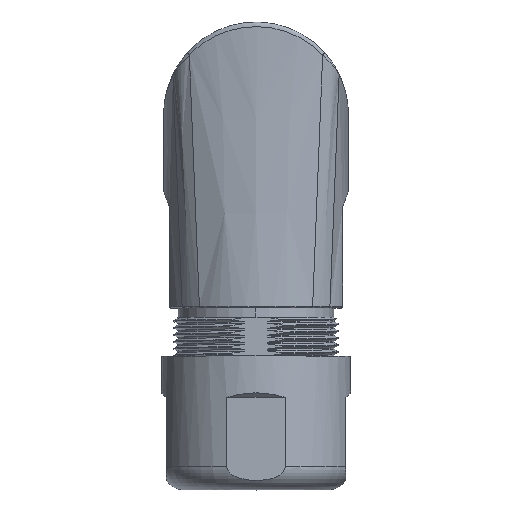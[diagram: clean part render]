
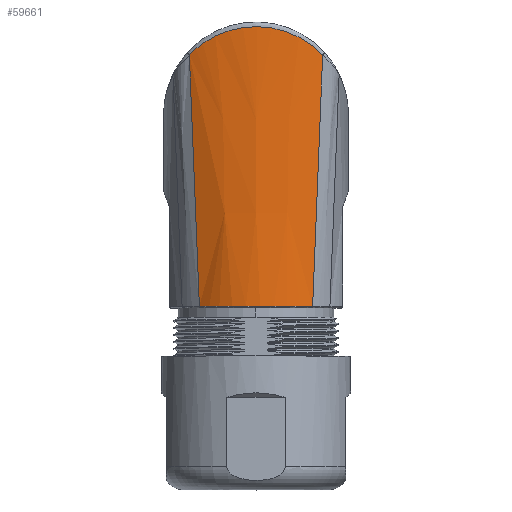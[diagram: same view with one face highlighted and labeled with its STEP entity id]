
A CAD part, top view. The second image highlights one B-rep face of the part: STEP entity #59661.
In plain terms, the highlighted free-form (B-spline) face has degree [3, 3] with [7, 4] control points.
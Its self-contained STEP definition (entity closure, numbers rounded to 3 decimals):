
#90=DIRECTION('',(0.04,0.998,0.048));
#91=VECTOR('',#90,27.287);
#92=CARTESIAN_POINT('',(6.137,-20.813,7.91));
#93=LINE('',#92,#91);
#22349=CARTESIAN_POINT('',(7.228,6.42,9.231));
#22350=CARTESIAN_POINT('',(7.118,6.534,9.274));
#22351=CARTESIAN_POINT('',(6.894,6.757,9.36));
#22352=CARTESIAN_POINT('',(6.543,7.073,9.483));
#22353=CARTESIAN_POINT('',(6.18,7.372,9.599));
#22354=CARTESIAN_POINT('',(5.804,7.651,9.71));
#22355=CARTESIAN_POINT('',(5.417,7.912,9.813));
#22356=CARTESIAN_POINT('',(5.02,8.153,9.909));
#22357=CARTESIAN_POINT('',(4.613,8.375,9.998));
#22358=CARTESIAN_POINT('',(4.198,8.577,10.079));
#22359=CARTESIAN_POINT('',(3.776,8.76,10.153));
#22360=CARTESIAN_POINT('',(3.347,8.922,10.218));
#22361=CARTESIAN_POINT('',(2.912,9.065,10.275));
#22362=CARTESIAN_POINT('',(2.472,9.187,10.325));
#22363=CARTESIAN_POINT('',(2.028,9.289,10.366));
#22364=CARTESIAN_POINT('',(1.581,9.371,10.399));
#22365=CARTESIAN_POINT('',(1.131,9.432,10.424));
#22366=CARTESIAN_POINT('',(0.679,9.473,
10.44));
#22367=CARTESIAN_POINT('',(0.226,9.494,
10.449));
#22368=CARTESIAN_POINT('',(-0.227,9.493,
10.449));
#22369=CARTESIAN_POINT('',(-0.68,9.473,
10.44));
#22370=CARTESIAN_POINT('',(-1.131,9.432,
10.424));
#22371=CARTESIAN_POINT('',(-1.581,9.371,
10.399));
#22372=CARTESIAN_POINT('',(-2.029,9.289,
10.366));
#22373=CARTESIAN_POINT('',(-2.473,9.187,
10.325));
#22374=CARTESIAN_POINT('',(-2.912,9.065,
10.275));
#22375=CARTESIAN_POINT('',(-3.347,8.922,
10.218));
#22376=CARTESIAN_POINT('',(-3.776,8.759,
10.153));
#22377=CARTESIAN_POINT('',(-4.198,8.577,
10.079));
#22378=CARTESIAN_POINT('',(-4.613,8.374,
9.998));
#22379=CARTESIAN_POINT('',(-5.02,8.152,
9.909));
#22380=CARTESIAN_POINT('',(-5.417,7.911,
9.813));
#22381=CARTESIAN_POINT('',(-5.804,7.65,
9.71));
#22382=CARTESIAN_POINT('',(-6.18,7.371,
9.599));
#22383=CARTESIAN_POINT('',(-6.543,7.073,
9.482));
#22384=CARTESIAN_POINT('',(-6.894,6.756,
9.36));
#22385=CARTESIAN_POINT('',(-7.118,6.534,
9.274));
#22386=CARTESIAN_POINT('',(-7.228,6.419,
9.231));
#22388=CARTESIAN_POINT('',(6.137,-20.813,
7.91));
#22389=CARTESIAN_POINT('',(5.727,-20.811,
8.227));
#22390=CARTESIAN_POINT('',(4.871,-20.809,
8.784));
#22391=CARTESIAN_POINT('',(3.571,-20.806,
9.384));
#22392=CARTESIAN_POINT('',(2.173,-20.804,
9.801));
#22393=CARTESIAN_POINT('',(0.74,-20.803,
10.01));
#22394=CARTESIAN_POINT('',(-0.705,-20.803,
10.014));
#22395=CARTESIAN_POINT('',(-2.161,-20.804,
9.802));
#22396=CARTESIAN_POINT('',(-3.5,-20.806,
9.408));
#22397=CARTESIAN_POINT('',(-4.814,-20.808,
8.817));
#22398=CARTESIAN_POINT('',(-5.705,-20.811,
8.244));
#22399=CARTESIAN_POINT('',(-6.137,-20.813,
7.91));
#22401=DIRECTION('',(-0.04,0.998,0.048));
#22402=VECTOR('',#22401,27.286);
#22403=CARTESIAN_POINT('',(-6.137,-20.813,
7.91));
#22404=LINE('',#22403,#22402);
#22477=CARTESIAN_POINT('',(-7.228,6.419,
9.231));
#22497=CARTESIAN_POINT('',(-6.137,-20.813,
7.91));
#22586=VERTEX_POINT('',#22497);
#22588=VERTEX_POINT('',#22388);
#22602=VERTEX_POINT('',#22477);
#22604=VERTEX_POINT('',#22349);
#59624=CARTESIAN_POINT('',(6.318,-21.419,
7.715));
#59625=CARTESIAN_POINT('',(6.766,-10.913,
8.252));
#59626=CARTESIAN_POINT('',(7.213,-0.407,
8.788));
#59627=CARTESIAN_POINT('',(7.66,10.1,9.324));
#59628=CARTESIAN_POINT('',(5.405,-21.419,
8.473));
#59629=CARTESIAN_POINT('',(5.729,-10.913,
8.886));
#59630=CARTESIAN_POINT('',(6.054,-0.407,
9.299));
#59631=CARTESIAN_POINT('',(6.378,10.1,9.712));
#59632=CARTESIAN_POINT('',(3.381,-21.419,
9.61));
#59633=CARTESIAN_POINT('',(3.535,-10.913,
9.831));
#59634=CARTESIAN_POINT('',(3.689,-0.407,
10.052));
#59635=CARTESIAN_POINT('',(3.844,10.1,10.273));
#59636=CARTESIAN_POINT('',(0.,-21.419,10.178));
#59637=CARTESIAN_POINT('',(0.,-10.913,10.301));
#59638=CARTESIAN_POINT('',(0.,-0.407,10.424));
#59639=CARTESIAN_POINT('',(0.,10.1,10.546));
#59640=CARTESIAN_POINT('',(-3.381,-21.419,
9.61));
#59641=CARTESIAN_POINT('',(-3.535,-10.913,
9.831));
#59642=CARTESIAN_POINT('',(-3.689,-0.407,
10.052));
#59643=CARTESIAN_POINT('',(-3.844,10.1,
10.273));
#59644=CARTESIAN_POINT('',(-5.405,-21.419,
8.473));
#59645=CARTESIAN_POINT('',(-5.729,-10.913,
8.886));
#59646=CARTESIAN_POINT('',(-6.054,-0.407,
9.299));
#59647=CARTESIAN_POINT('',(-6.378,10.1,
9.712));
#59648=CARTESIAN_POINT('',(-6.318,-21.419,
7.715));
#59649=CARTESIAN_POINT('',(-6.766,-10.913,
8.252));
#59650=CARTESIAN_POINT('',(-7.213,-0.407,
8.788));
#59651=CARTESIAN_POINT('',(-7.66,10.1,
9.324));
#59652=B_SPLINE_SURFACE_WITH_KNOTS('',3,3,((#59624,#59625,#59626,#59627),
(#59628,#59629,#59630,#59631),(#59632,#59633,#59634,#59635),(#59636,#59637,
#59638,#59639),(#59640,#59641,#59642,#59643),(#59644,#59645,#59646,#59647),(
#59648,#59649,#59650,#59651)),.UNSPECIFIED.,.F.,.F.,.F.,(4,1,1,1,4),(4,4),(
0.282,0.395,0.5,0.605,0.718),(
-0.012,0.915),.UNSPECIFIED.);
#59653=ORIENTED_EDGE('',*,*,#59615,.F.);
#59654=ORIENTED_EDGE('',*,*,#25828,.F.);
#59656=ORIENTED_EDGE('',*,*,#59655,.T.);
#59658=ORIENTED_EDGE('',*,*,#59657,.T.);
#59659=EDGE_LOOP('',(#59653,#59654,#59656,#59658));
#59660=FACE_OUTER_BOUND('',#59659,.F.);
#59661=ADVANCED_FACE('',(#59660),#59652,.F.);
#22387=B_SPLINE_CURVE_WITH_KNOTS('',3,(#22349,#22350,#22351,#22352,#22353,
#22354,#22355,#22356,#22357,#22358,#22359,#22360,#22361,#22362,#22363,#22364,
#22365,#22366,#22367,#22368,#22369,#22370,#22371,#22372,#22373,#22374,#22375,
#22376,#22377,#22378,#22379,#22380,#22381,#22382,#22383,#22384,#22385,#22386),
.UNSPECIFIED.,.F.,.F.,(4,1,1,1,1,1,1,1,1,1,1,1,1,1,1,1,1,1,1,1,1,1,1,1,1,1,1,1,
1,1,1,1,1,1,1,4),(0.,0.029,0.057,0.086,
0.114,0.143,0.171,0.2,0.229,
0.257,0.286,0.314,0.343,
0.371,0.4,0.429,0.457,0.486,
0.514,0.543,0.571,0.6,0.629,
0.657,0.686,0.714,0.743,
0.771,0.8,0.829,0.857,0.886,
0.914,0.943,0.971,1.),.UNSPECIFIED.);
#22400=B_SPLINE_CURVE_WITH_KNOTS('',3,(#22388,#22389,#22390,#22391,#22392,
#22393,#22394,#22395,#22396,#22397,#22398,#22399),.UNSPECIFIED.,.F.,.F.,(4,1,1,
1,1,1,1,1,1,4),(0.,0.111,0.222,0.333,
0.444,0.556,0.667,0.778,
0.889,1.),.UNSPECIFIED.);
#25828=EDGE_CURVE('',#22588,#22604,#93,.T.);
#59615=EDGE_CURVE('',#22604,#22602,#22387,.T.);
#59655=EDGE_CURVE('',#22588,#22586,#22400,.T.);
#59657=EDGE_CURVE('',#22586,#22602,#22404,.T.);
